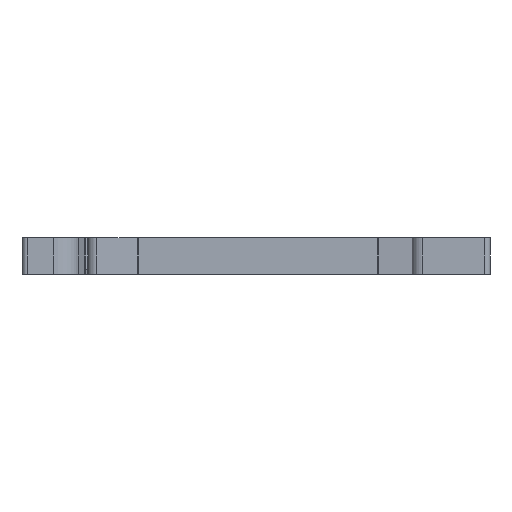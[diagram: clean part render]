
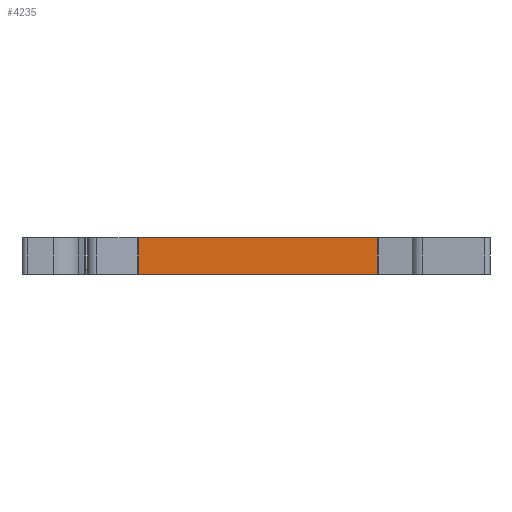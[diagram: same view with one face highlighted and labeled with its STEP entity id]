
A CAD part, front view. The second image highlights one B-rep face of the part: STEP entity #4235.
In plain terms, the highlighted planar face has unit normal (0, -1, 0).
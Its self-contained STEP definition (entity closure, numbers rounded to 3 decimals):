
#201=DIRECTION('',(1.,0.,0.));
#202=VECTOR('',#201,23.04);
#203=CARTESIAN_POINT('',(-11.32,0.3,-2.1));
#204=LINE('',#203,#202);
#490=DIRECTION('',(-1.,0.,0.));
#491=VECTOR('',#490,23.04);
#492=CARTESIAN_POINT('',(11.72,0.3,1.4));
#493=LINE('',#492,#491);
#1070=DIRECTION('',(0.,0.,1.));
#1071=VECTOR('',#1070,3.5);
#1072=CARTESIAN_POINT('',(11.72,0.3,-2.1));
#1073=LINE('',#1072,#1071);
#1074=DIRECTION('',(0.,0.,-1.));
#1075=VECTOR('',#1074,3.5);
#1076=CARTESIAN_POINT('',(-11.32,0.3,1.4));
#1077=LINE('',#1076,#1075);
#2587=CARTESIAN_POINT('',(-11.32,0.3,-2.1));
#2588=VERTEX_POINT('',#2587);
#2589=CARTESIAN_POINT('',(11.72,0.3,-2.1));
#2590=VERTEX_POINT('',#2589);
#2803=CARTESIAN_POINT('',(11.72,0.3,1.4));
#2804=VERTEX_POINT('',#2803);
#2805=CARTESIAN_POINT('',(-11.32,0.3,1.4));
#2806=VERTEX_POINT('',#2805);
#4223=CARTESIAN_POINT('',(11.72,0.3,1.4));
#4224=DIRECTION('',(0.,1.,0.));
#4225=DIRECTION('',(-1.,0.,0.));
#4226=AXIS2_PLACEMENT_3D('',#4223,#4224,#4225);
#4227=PLANE('',#4226);
#4228=ORIENTED_EDGE('',*,*,#3559,.F.);
#4229=ORIENTED_EDGE('',*,*,#4218,.F.);
#4230=ORIENTED_EDGE('',*,*,#3364,.F.);
#4232=ORIENTED_EDGE('',*,*,#4231,.F.);
#4233=EDGE_LOOP('',(#4228,#4229,#4230,#4232));
#4234=FACE_OUTER_BOUND('',#4233,.F.);
#4235=ADVANCED_FACE('',(#4234),#4227,.F.);
#3364=EDGE_CURVE('',#2588,#2590,#204,.T.);
#3559=EDGE_CURVE('',#2804,#2806,#493,.T.);
#4218=EDGE_CURVE('',#2590,#2804,#1073,.T.);
#4231=EDGE_CURVE('',#2806,#2588,#1077,.T.);
